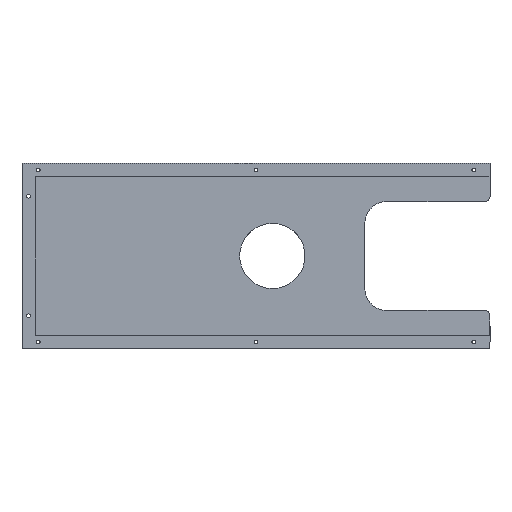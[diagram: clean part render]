
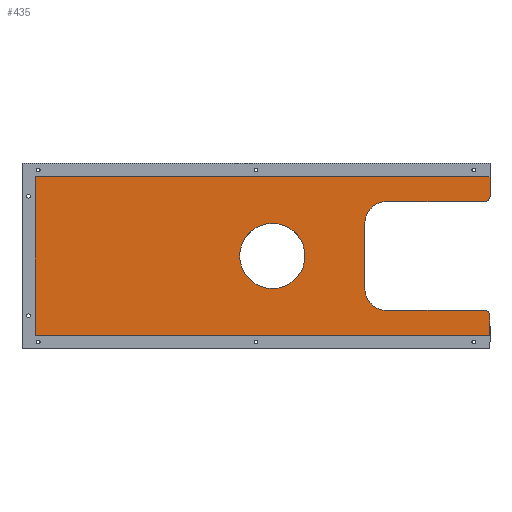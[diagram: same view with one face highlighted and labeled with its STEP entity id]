
A CAD part, top view. The second image highlights one B-rep face of the part: STEP entity #435.
In plain terms, the highlighted planar face has unit normal (0, 0, 1).
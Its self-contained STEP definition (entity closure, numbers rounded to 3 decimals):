
#1 = CARTESIAN_POINT ( 'NONE',  ( -203., 73., 6. ) ) ;
#6 = CIRCLE ( 'NONE', #356, 20. ) ;
#12 = DIRECTION ( 'NONE',  ( 0., 1., 0. ) ) ;
#17 = CIRCLE ( 'NONE', #1272, 5. ) ;
#39 = DIRECTION ( 'NONE',  ( -1., 0., 0. ) ) ;
#56 = EDGE_CURVE ( 'NONE', #237, #1211, #6, .T. ) ;
#93 = VERTEX_POINT ( 'NONE', #639 ) ;
#103 = DIRECTION ( 'NONE',  ( 1., 0., 0. ) ) ;
#107 = VERTEX_POINT ( 'NONE', #198 ) ;
#112 = DIRECTION ( 'NONE',  ( 0., 0., 1. ) ) ;
#115 = CARTESIAN_POINT ( 'NONE',  ( 15., 0., 6. ) ) ;
#117 = EDGE_CURVE ( 'NONE', #1062, #107, #433, .T. ) ;
#132 = ORIENTED_EDGE ( 'NONE', *, *, #316, .T. ) ;
#151 = EDGE_CURVE ( 'NONE', #1211, #1052, #454, .T. ) ;
#155 = VECTOR ( 'NONE', #168, 1000. ) ;
#168 = DIRECTION ( 'NONE',  ( 1., 0., 0. ) ) ;
#175 = DIRECTION ( 'NONE',  ( 0., 0., 1. ) ) ;
#187 = CARTESIAN_POINT ( 'NONE',  ( -215., -73., 6. ) ) ;
#190 = EDGE_CURVE ( 'NONE', #970, #496, #197, .T. ) ;
#192 = CARTESIAN_POINT ( 'NONE',  ( 215., -50., 6. ) ) ;
#197 = CIRCLE ( 'NONE', #1212, 30. ) ;
#198 = CARTESIAN_POINT ( 'NONE',  ( 210., -50., 6. ) ) ;
#211 = ORIENTED_EDGE ( 'NONE', *, *, #1072, .F. ) ;
#213 = DIRECTION ( 'NONE',  ( 1., 0., 0. ) ) ;
#237 = VERTEX_POINT ( 'NONE', #276 ) ;
#245 = EDGE_LOOP ( 'NONE', ( #349, #734, #652, #1122, #831, #475, #132, #1221, #540, #211, #1081, #610 ) ) ;
#251 = CIRCLE ( 'NONE', #1194, 20. ) ;
#257 = LINE ( 'NONE', #1, #1065 ) ;
#273 = ORIENTED_EDGE ( 'NONE', *, *, #190, .F. ) ;
#276 = CARTESIAN_POINT ( 'NONE',  ( 120., 50., 6. ) ) ;
#316 = EDGE_CURVE ( 'NONE', #93, #1131, #962, .T. ) ;
#343 = VERTEX_POINT ( 'NONE', #551 ) ;
#349 = ORIENTED_EDGE ( 'NONE', *, *, #775, .F. ) ;
#356 = AXIS2_PLACEMENT_3D ( 'NONE', #630, #175, #436 ) ;
#360 = DIRECTION ( 'NONE',  ( -1., 0., 0. ) ) ;
#368 = CARTESIAN_POINT ( 'NONE',  ( 215., 50., 6. ) ) ;
#433 = LINE ( 'NONE', #192, #155 ) ;
#434 = VECTOR ( 'NONE', #1133, 1000. ) ;
#435 = ADVANCED_FACE ( 'NONE', ( #565, #1086 ), #778, .T. ) ;
#436 = DIRECTION ( 'NONE',  ( 1., 0., 0. ) ) ;
#454 = LINE ( 'NONE', #1003, #1224 ) ;
#458 = DIRECTION ( 'NONE',  ( -1., 0., 0. ) ) ;
#465 = DIRECTION ( 'NONE',  ( 0., 0., 1. ) ) ;
#468 = CARTESIAN_POINT ( 'NONE',  ( 210., 55., 6. ) ) ;
#475 = ORIENTED_EDGE ( 'NONE', *, *, #1142, .F. ) ;
#494 = VECTOR ( 'NONE', #873, 1000. ) ;
#495 = EDGE_CURVE ( 'NONE', #1015, #696, #943, .T. ) ;
#496 = VERTEX_POINT ( 'NONE', #1022 ) ;
#537 = DIRECTION ( 'NONE',  ( 0., 0., 1. ) ) ;
#540 = ORIENTED_EDGE ( 'NONE', *, *, #117, .F. ) ;
#551 = CARTESIAN_POINT ( 'NONE',  ( 210., 50., 6. ) ) ;
#559 = CARTESIAN_POINT ( 'NONE',  ( 120., -30., 6. ) ) ;
#565 = FACE_OUTER_BOUND ( 'NONE', #245, .T. ) ;
#610 = ORIENTED_EDGE ( 'NONE', *, *, #56, .F. ) ;
#611 = EDGE_CURVE ( 'NONE', #496, #970, #826, .T. ) ;
#630 = CARTESIAN_POINT ( 'NONE',  ( 120., 30., 6. ) ) ;
#639 = CARTESIAN_POINT ( 'NONE',  ( 215., -73., 6. ) ) ;
#652 = ORIENTED_EDGE ( 'NONE', *, *, #495, .T. ) ;
#696 = VERTEX_POINT ( 'NONE', #1140 ) ;
#711 = EDGE_LOOP ( 'NONE', ( #273, #974 ) ) ;
#734 = ORIENTED_EDGE ( 'NONE', *, *, #1264, .T. ) ;
#747 = VECTOR ( 'NONE', #360, 1000. ) ;
#753 = CARTESIAN_POINT ( 'NONE',  ( 100., 30., 6. ) ) ;
#754 = EDGE_CURVE ( 'NONE', #1034, #696, #1192, .T. ) ;
#770 = VERTEX_POINT ( 'NONE', #813 ) ;
#775 = EDGE_CURVE ( 'NONE', #343, #237, #1010, .T. ) ;
#776 = CARTESIAN_POINT ( 'NONE',  ( 120., -50., 6. ) ) ;
#778 = PLANE ( 'NONE',  #1068 ) ;
#782 = DIRECTION ( 'NONE',  ( 0., 0., 1. ) ) ;
#795 = DIRECTION ( 'NONE',  ( 1., 0., 0. ) ) ;
#798 = DIRECTION ( 'NONE',  ( 1., 0., 0. ) ) ;
#804 = DIRECTION ( 'NONE',  ( 1., 0., 0. ) ) ;
#813 = CARTESIAN_POINT ( 'NONE',  ( -203., -73., 6. ) ) ;
#826 = CIRCLE ( 'NONE', #1044, 30. ) ;
#831 = ORIENTED_EDGE ( 'NONE', *, *, #843, .F. ) ;
#843 = EDGE_CURVE ( 'NONE', #770, #1034, #257, .T. ) ;
#859 = DIRECTION ( 'NONE',  ( 0., 0., 1. ) ) ;
#864 = CARTESIAN_POINT ( 'NONE',  ( 210., -55., 6. ) ) ;
#873 = DIRECTION ( 'NONE',  ( 1., 0., 0. ) ) ;
#874 = LINE ( 'NONE', #187, #918 ) ;
#918 = VECTOR ( 'NONE', #39, 1000. ) ;
#932 = DIRECTION ( 'NONE',  ( 0., 0., 1. ) ) ;
#937 = CARTESIAN_POINT ( 'NONE',  ( 215., 85., 6. ) ) ;
#943 = LINE ( 'NONE', #1105, #434 ) ;
#949 = CARTESIAN_POINT ( 'NONE',  ( 45., 0., 6. ) ) ;
#955 = CARTESIAN_POINT ( 'NONE',  ( 215., 55., 6. ) ) ;
#962 = LINE ( 'NONE', #937, #1160 ) ;
#968 = CARTESIAN_POINT ( 'NONE',  ( 0., 0., 6. ) ) ;
#970 = VERTEX_POINT ( 'NONE', #949 ) ;
#973 = CARTESIAN_POINT ( 'NONE',  ( -215., 73., 6. ) ) ;
#974 = ORIENTED_EDGE ( 'NONE', *, *, #611, .F. ) ;
#998 = AXIS2_PLACEMENT_3D ( 'NONE', #468, #782, #798 ) ;
#1003 = CARTESIAN_POINT ( 'NONE',  ( 100., 30., 6. ) ) ;
#1004 = CARTESIAN_POINT ( 'NONE',  ( 215., -55., 6. ) ) ;
#1010 = LINE ( 'NONE', #368, #747 ) ;
#1015 = VERTEX_POINT ( 'NONE', #955 ) ;
#1019 = CIRCLE ( 'NONE', #998, 5. ) ;
#1022 = CARTESIAN_POINT ( 'NONE',  ( -15., 0., 6. ) ) ;
#1034 = VERTEX_POINT ( 'NONE', #1260 ) ;
#1035 = CARTESIAN_POINT ( 'NONE',  ( 15., 0., 6. ) ) ;
#1039 = EDGE_CURVE ( 'NONE', #1131, #107, #17, .T. ) ;
#1044 = AXIS2_PLACEMENT_3D ( 'NONE', #115, #112, #103 ) ;
#1052 = VERTEX_POINT ( 'NONE', #1180 ) ;
#1062 = VERTEX_POINT ( 'NONE', #776 ) ;
#1065 = VECTOR ( 'NONE', #12, 1000. ) ;
#1068 = AXIS2_PLACEMENT_3D ( 'NONE', #968, #932, #804 ) ;
#1072 = EDGE_CURVE ( 'NONE', #1052, #1062, #251, .T. ) ;
#1081 = ORIENTED_EDGE ( 'NONE', *, *, #151, .F. ) ;
#1086 = FACE_BOUND ( 'NONE', #711, .T. ) ;
#1105 = CARTESIAN_POINT ( 'NONE',  ( 215., 85., 6. ) ) ;
#1122 = ORIENTED_EDGE ( 'NONE', *, *, #754, .F. ) ;
#1131 = VERTEX_POINT ( 'NONE', #1004 ) ;
#1133 = DIRECTION ( 'NONE',  ( 0., 1., 0. ) ) ;
#1140 = CARTESIAN_POINT ( 'NONE',  ( 215., 73., 6. ) ) ;
#1142 = EDGE_CURVE ( 'NONE', #93, #770, #874, .T. ) ;
#1160 = VECTOR ( 'NONE', #1228, 1000. ) ;
#1180 = CARTESIAN_POINT ( 'NONE',  ( 100., -30., 6. ) ) ;
#1192 = LINE ( 'NONE', #973, #494 ) ;
#1194 = AXIS2_PLACEMENT_3D ( 'NONE', #559, #465, #458 ) ;
#1211 = VERTEX_POINT ( 'NONE', #753 ) ;
#1212 = AXIS2_PLACEMENT_3D ( 'NONE', #1035, #537, #213 ) ;
#1221 = ORIENTED_EDGE ( 'NONE', *, *, #1039, .T. ) ;
#1224 = VECTOR ( 'NONE', #1269, 1000. ) ;
#1228 = DIRECTION ( 'NONE',  ( 0., 1., 0. ) ) ;
#1260 = CARTESIAN_POINT ( 'NONE',  ( -203., 73., 6. ) ) ;
#1264 = EDGE_CURVE ( 'NONE', #343, #1015, #1019, .T. ) ;
#1269 = DIRECTION ( 'NONE',  ( 0., -1., 0. ) ) ;
#1272 = AXIS2_PLACEMENT_3D ( 'NONE', #864, #859, #795 ) ;
